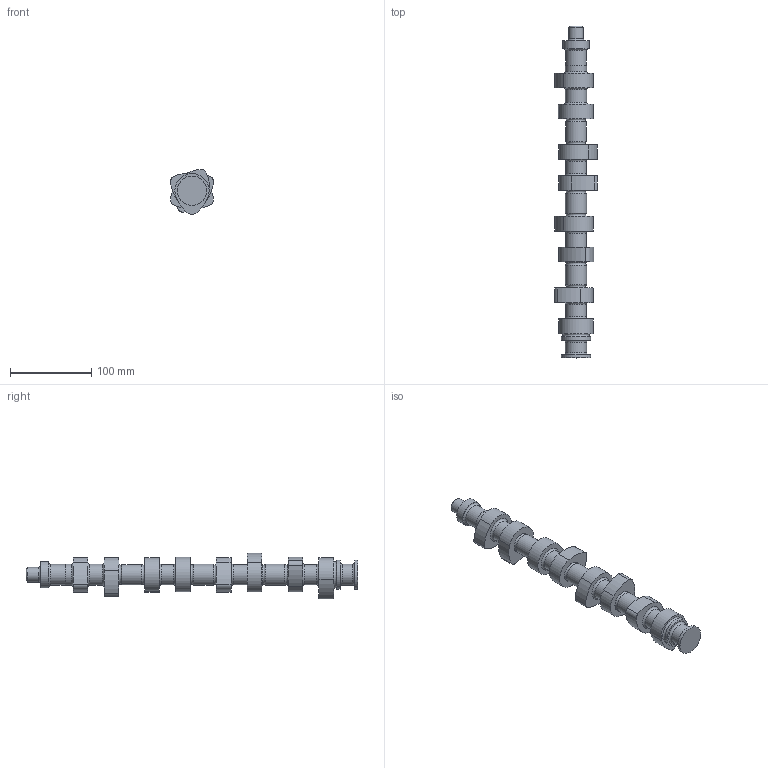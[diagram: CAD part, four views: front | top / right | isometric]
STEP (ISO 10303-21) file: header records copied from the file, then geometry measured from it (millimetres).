
FILE_DESCRIPTION(/* description */ (''),/* implementation_level */ '2;1');
FILE_NAME(/* name */ 'cam shaftstep.stp',/* time_stamp */ '2015-01-24T14:09:49+06:00',/* author */ (''),/* organization */ (''),/* preprocessor_version */ 'ST-DEVELOPER v11',/* originating_system */ 'SIEMENS PLM Software NX 7.5',/* authorisation */ '');
FILE_SCHEMA (('CONFIG_CONTROL_DESIGN'));
Length unit declared in the file: millimetre
Products named in the file (1): cam shaft
Bounding box: 52.69 x 408 x 55.83 mm (x, y, z)
Volume: 364709.4 mm3; surface area: 60968.7 mm2
Topology: 1 solids, 1 shells, 95 faces, 209 edges, 137 vertices
Faces by surface type: cylinder 52, plane 23, torus 19, cone 1
Full cylindrical faces by diameter (mm): 18 x1, 25 x6, 25.5 x1, 26 x9, 32 x1, 36 x2
Entity records: 2380 total; most frequent: DIRECTION 460, CARTESIAN_POINT 364, ORIENTED_EDGE 300, AXIS2_PLACEMENT_3D 214, EDGE_LOOP 156, EDGE_CURVE 150, FACE_BOUND 122, VERTEX_POINT 118
